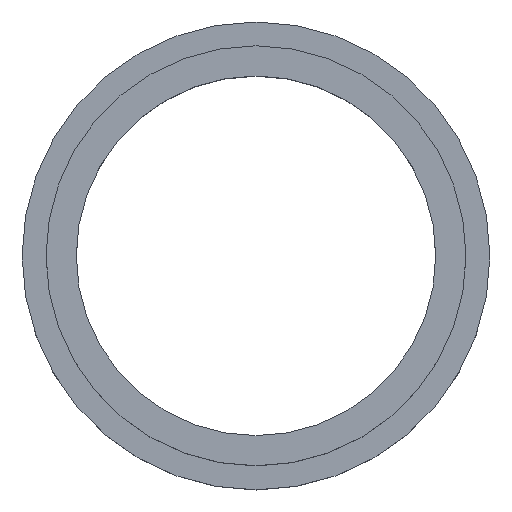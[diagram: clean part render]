
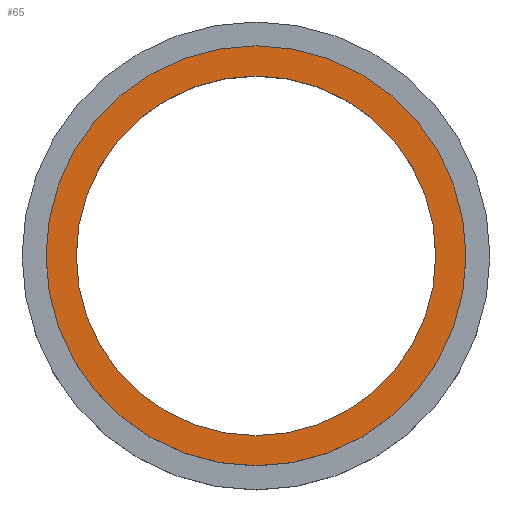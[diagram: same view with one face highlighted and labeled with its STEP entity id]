
A CAD part, top view. The second image highlights one B-rep face of the part: STEP entity #65.
In plain terms, the highlighted planar face has unit normal (0, 0, 1).
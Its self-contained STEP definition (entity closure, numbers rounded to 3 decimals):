
#6 = ORIENTED_EDGE ( 'NONE', *, *, #264, .T. ) ;
#8 = CIRCLE ( 'NONE', #258, 14.25 ) ;
#18 = CARTESIAN_POINT ( 'NONE',  ( 0., 0., 0. ) ) ;
#33 = AXIS2_PLACEMENT_3D ( 'NONE', #75, #77, #338 ) ;
#49 = DIRECTION ( 'NONE',  ( -1., 0., 0. ) ) ;
#65 = ADVANCED_FACE ( 'NONE', ( #420, #290 ), #419, .F. ) ;
#69 = CIRCLE ( 'NONE', #232, 12.2 ) ;
#75 = CARTESIAN_POINT ( 'NONE',  ( 0., 0., 0. ) ) ;
#77 = DIRECTION ( 'NONE',  ( 0., 0., -1. ) ) ;
#92 = ORIENTED_EDGE ( 'NONE', *, *, #336, .T. ) ;
#116 = DIRECTION ( 'NONE',  ( 0., 0., -1. ) ) ;
#120 = CARTESIAN_POINT ( 'NONE',  ( 12.2, 0., 0. ) ) ;
#129 = CARTESIAN_POINT ( 'NONE',  ( -12.2, 0., 0. ) ) ;
#130 = VERTEX_POINT ( 'NONE', #137 ) ;
#132 = VERTEX_POINT ( 'NONE', #129 ) ;
#137 = CARTESIAN_POINT ( 'NONE',  ( -14.25, 0., 0. ) ) ;
#146 = EDGE_LOOP ( 'NONE', ( #221, #209 ) ) ;
#147 = AXIS2_PLACEMENT_3D ( 'NONE', #288, #240, #360 ) ;
#159 = DIRECTION ( 'NONE',  ( 0., 0., -1. ) ) ;
#177 = DIRECTION ( 'NONE',  ( 0., 0., -1. ) ) ;
#183 = CARTESIAN_POINT ( 'NONE',  ( 14.25, 0., 0. ) ) ;
#202 = AXIS2_PLACEMENT_3D ( 'NONE', #403, #177, #231 ) ;
#204 = CIRCLE ( 'NONE', #147, 14.25 ) ;
#209 = ORIENTED_EDGE ( 'NONE', *, *, #334, .F. ) ;
#217 = EDGE_CURVE ( 'NONE', #130, #261, #8, .T. ) ;
#221 = ORIENTED_EDGE ( 'NONE', *, *, #217, .F. ) ;
#231 = DIRECTION ( 'NONE',  ( -1., 0., 0. ) ) ;
#232 = AXIS2_PLACEMENT_3D ( 'NONE', #18, #116, #368 ) ;
#240 = DIRECTION ( 'NONE',  ( 0., 0., -1. ) ) ;
#241 = VERTEX_POINT ( 'NONE', #120 ) ;
#258 = AXIS2_PLACEMENT_3D ( 'NONE', #371, #159, #49 ) ;
#261 = VERTEX_POINT ( 'NONE', #183 ) ;
#264 = EDGE_CURVE ( 'NONE', #132, #241, #317, .T. ) ;
#288 = CARTESIAN_POINT ( 'NONE',  ( 0., 0., 0. ) ) ;
#290 = FACE_BOUND ( 'NONE', #292, .T. ) ;
#292 = EDGE_LOOP ( 'NONE', ( #6, #92 ) ) ;
#317 = CIRCLE ( 'NONE', #33, 12.2 ) ;
#334 = EDGE_CURVE ( 'NONE', #261, #130, #204, .T. ) ;
#336 = EDGE_CURVE ( 'NONE', #241, #132, #69, .T. ) ;
#338 = DIRECTION ( 'NONE',  ( -1., 0., 0. ) ) ;
#360 = DIRECTION ( 'NONE',  ( -1., 0., 0. ) ) ;
#368 = DIRECTION ( 'NONE',  ( -1., 0., 0. ) ) ;
#371 = CARTESIAN_POINT ( 'NONE',  ( 0., 0., 0. ) ) ;
#403 = CARTESIAN_POINT ( 'NONE',  ( 12.2, 0., 0. ) ) ;
#419 = PLANE ( 'NONE',  #202 ) ;
#420 = FACE_OUTER_BOUND ( 'NONE', #146, .T. ) ;
